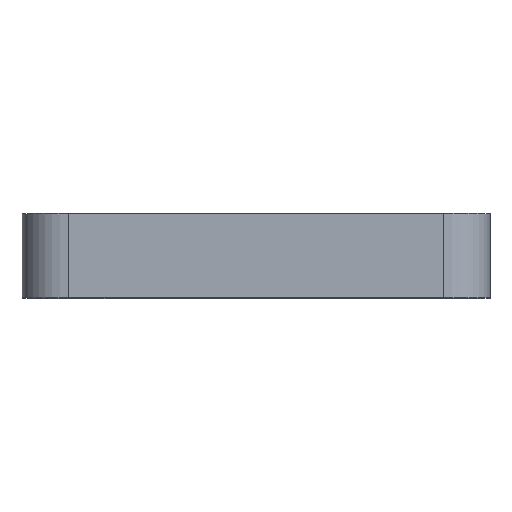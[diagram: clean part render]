
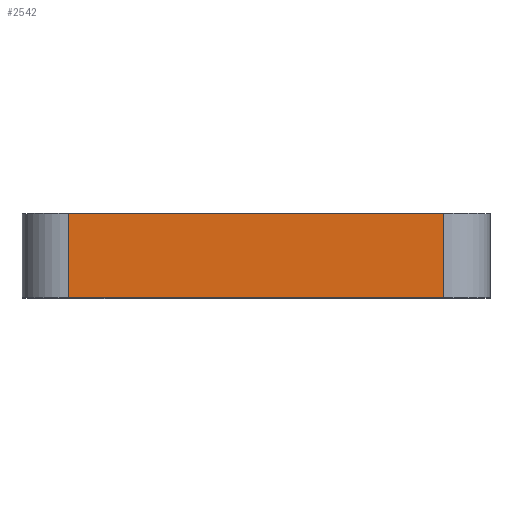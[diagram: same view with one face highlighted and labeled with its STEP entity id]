
A CAD part, top view. The second image highlights one B-rep face of the part: STEP entity #2542.
In plain terms, the highlighted planar face has unit normal (0, 0, 1).
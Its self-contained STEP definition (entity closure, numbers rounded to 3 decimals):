
#15=DIRECTION('',(1.,0.,0.));
#16=VECTOR('',#15,32.1);
#17=CARTESIAN_POINT('',(-16.05,0.,20.));
#18=LINE('',#17,#16);
#475=DIRECTION('',(0.,1.,0.));
#476=VECTOR('',#475,7.2);
#477=CARTESIAN_POINT('',(16.05,0.,20.));
#478=LINE('',#477,#476);
#483=DIRECTION('',(1.,0.,0.));
#484=VECTOR('',#483,32.1);
#485=CARTESIAN_POINT('',(-16.05,7.2,20.));
#486=LINE('',#485,#484);
#491=DIRECTION('',(0.,-1.,0.));
#492=VECTOR('',#491,7.2);
#493=CARTESIAN_POINT('',(-16.05,7.2,20.));
#494=LINE('',#493,#492);
#1685=CARTESIAN_POINT('',(-16.05,0.,20.));
#1686=VERTEX_POINT('',#1685);
#1687=CARTESIAN_POINT('',(16.05,0.,20.));
#1688=VERTEX_POINT('',#1687);
#1859=CARTESIAN_POINT('',(16.05,7.2,20.));
#1860=VERTEX_POINT('',#1859);
#1861=CARTESIAN_POINT('',(-16.05,7.2,20.));
#1862=VERTEX_POINT('',#1861);
#2530=CARTESIAN_POINT('',(-16.05,0.,20.));
#2531=DIRECTION('',(0.,0.,1.));
#2532=DIRECTION('',(1.,0.,0.));
#2533=AXIS2_PLACEMENT_3D('',#2530,#2531,#2532);
#2534=PLANE('',#2533);
#2535=ORIENTED_EDGE('',*,*,#2176,.F.);
#2537=ORIENTED_EDGE('',*,*,#2536,.F.);
#2538=ORIENTED_EDGE('',*,*,#2448,.T.);
#2539=ORIENTED_EDGE('',*,*,#2523,.F.);
#2540=EDGE_LOOP('',(#2535,#2537,#2538,#2539));
#2541=FACE_OUTER_BOUND('',#2540,.F.);
#2542=ADVANCED_FACE('',(#2541),#2534,.T.);
#2176=EDGE_CURVE('',#1686,#1688,#18,.T.);
#2448=EDGE_CURVE('',#1862,#1860,#486,.T.);
#2523=EDGE_CURVE('',#1688,#1860,#478,.T.);
#2536=EDGE_CURVE('',#1862,#1686,#494,.T.);
